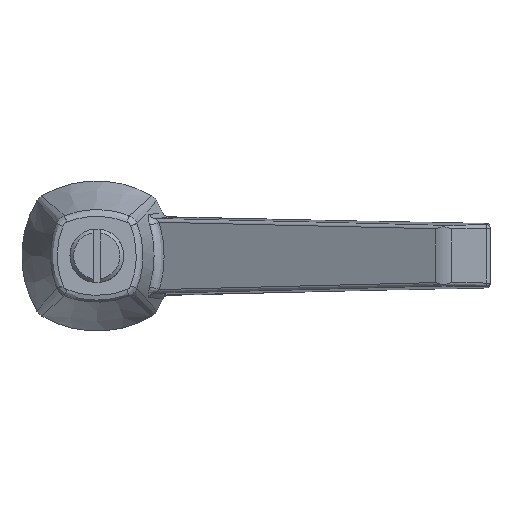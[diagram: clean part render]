
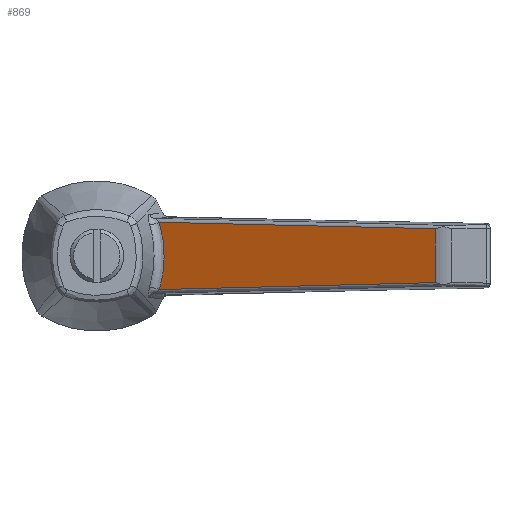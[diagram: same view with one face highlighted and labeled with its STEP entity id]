
A CAD part, top view. The second image highlights one B-rep face of the part: STEP entity #869.
In plain terms, the highlighted planar face has unit normal (-0.456, 0, 0.89).
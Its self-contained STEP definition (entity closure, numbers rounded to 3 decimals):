
#869 = ADVANCED_FACE( '', ( #2110 ), #2111, .F. );
#2110 = FACE_OUTER_BOUND( '', #4765, .T. );
#2111 = PLANE( '', #4766 );
#4765 = EDGE_LOOP( '', ( #10539, #10540, #10541, #10542 ) );
#4766 = AXIS2_PLACEMENT_3D( '', #10543, #10544, #10545 );
#10539 = ORIENTED_EDGE( '', *, *, #13923, .T. );
#10540 = ORIENTED_EDGE( '', *, *, #14901, .T. );
#10541 = ORIENTED_EDGE( '', *, *, #14902, .T. );
#10542 = ORIENTED_EDGE( '', *, *, #14903, .T. );
#10543 = CARTESIAN_POINT( '', ( 7.481, 0., 17.042 ) );
#10544 = DIRECTION( '', ( 0.456, 0., -0.89 ) );
#10545 = DIRECTION( '', ( -0.89, 0., -0.456 ) );
#13923 = EDGE_CURVE( '', #16022, #16020, #16023, .T. );
#14901 = EDGE_CURVE( '', #16020, #17702, #17703, .T. );
#14902 = EDGE_CURVE( '', #17702, #17704, #17705, .T. );
#14903 = EDGE_CURVE( '', #17704, #16022, #17706, .F. );
#16020 = VERTEX_POINT( '', #19266 );
#16022 = VERTEX_POINT( '', #19305 );
#16023 = B_SPLINE_CURVE_WITH_KNOTS( '', 3, ( #19306, #19307, #19308, #19309, #19310, #19311, #19312, #19313, #19314, #19315, #19316, #19317, #19318, #19319 ), .UNSPECIFIED., .F., .F., ( 4, 2, 2, 1, 2, 1, 2, 4 ), ( 0.001, 0.007, 0.012, 0.017, 0.023, 0.028, 0.034, 0.045 ), .UNSPECIFIED. );
#17702 = VERTEX_POINT( '', #22301 );
#17703 = B_SPLINE_CURVE_WITH_KNOTS( '', 3, ( #22302, #22303, #22304, #22305, #22306, #22307, #22308, #22309, #22310, #22311, #22312, #22313, #22314, #22315, #22316, #22317, #22318, #22319, #22320, #22321, #22322, #22323, #22324, #22325, #22326 ), .UNSPECIFIED., .F., .F., ( 4, 1, 1, 1, 1, 1, 1, 2, 1, 2, 2, 1, 1, 1, 1, 1, 1, 1, 1, 4 ), ( 0., 0.001, 0.001, 0.002, 0.002, 0.003, 0.004, 0.004, 0.004, 0.005, 0.005, 0.005, 0.005, 0.006, 0.007, 0.007, 0.008, 0.008, 0.009, 0.01 ), .UNSPECIFIED. );
#17704 = VERTEX_POINT( '', #22327 );
#17705 = B_SPLINE_CURVE_WITH_KNOTS( '', 3, ( #22328, #22329, #22330, #22331, #22332, #22333, #22334, #22335, #22336, #22337, #22338, #22339, #22340, #22341 ), .UNSPECIFIED., .F., .F., ( 4, 2, 1, 2, 1, 2, 2, 4 ), ( 0.001, 0.012, 0.017, 0.023, 0.028, 0.034, 0.039, 0.045 ), .UNSPECIFIED. );
#17706 = LINE( '', #22342, #22343 );
#19266 = CARTESIAN_POINT( '', ( 8.732, 4.704, 17.683 ) );
#19305 = CARTESIAN_POINT( '', ( 47.363, 3.766, 37.451 ) );
#19306 = CARTESIAN_POINT( '', ( 47.363, 3.766, 37.451 ) );
#19307 = CARTESIAN_POINT( '', ( 45.753, 3.812, 36.627 ) );
#19308 = CARTESIAN_POINT( '', ( 44.144, 3.856, 35.804 ) );
#19309 = CARTESIAN_POINT( '', ( 40.925, 3.942, 34.157 ) );
#19310 = CARTESIAN_POINT( '', ( 39.315, 3.985, 33.333 ) );
#19311 = CARTESIAN_POINT( '', ( 36.096, 4.067, 31.686 ) );
#19312 = CARTESIAN_POINT( '', ( 32.877, 4.148, 30.038 ) );
#19313 = CARTESIAN_POINT( '', ( 29.658, 4.225, 28.391 ) );
#19314 = CARTESIAN_POINT( '', ( 26.438, 4.302, 26.744 ) );
#19315 = CARTESIAN_POINT( '', ( 23.219, 4.378, 25.096 ) );
#19316 = CARTESIAN_POINT( '', ( 20., 4.452, 23.449 ) );
#19317 = CARTESIAN_POINT( '', ( 15.171, 4.561, 20.978 ) );
#19318 = CARTESIAN_POINT( '', ( 11.951, 4.633, 19.33 ) );
#19319 = CARTESIAN_POINT( '', ( 8.732, 4.704, 17.683 ) );
#22301 = CARTESIAN_POINT( '', ( 8.732, -4.704, 17.683 ) );
#22302 = CARTESIAN_POINT( '', ( 8.732, 4.704, 17.683 ) );
#22303 = CARTESIAN_POINT( '', ( 8.789, 4.513, 17.712 ) );
#22304 = CARTESIAN_POINT( '', ( 8.896, 4.13, 17.766 ) );
#22305 = CARTESIAN_POINT( '', ( 9.034, 3.552, 17.837 ) );
#22306 = CARTESIAN_POINT( '', ( 9.152, 2.969, 17.897 ) );
#22307 = CARTESIAN_POINT( '', ( 9.248, 2.382, 17.947 ) );
#22308 = CARTESIAN_POINT( '', ( 9.323, 1.792, 17.985 ) );
#22309 = CARTESIAN_POINT( '', ( 9.377, 1.197, 18.013 ) );
#22310 = CARTESIAN_POINT( '', ( 9.399, 0.798, 18.024 ) );
#22311 = CARTESIAN_POINT( '', ( 9.41, 0.497, 18.03 ) );
#22312 = CARTESIAN_POINT( '', ( 9.413, 0.372, 18.031 ) );
#22313 = CARTESIAN_POINT( '', ( 9.415, 0.246, 18.032 ) );
#22314 = CARTESIAN_POINT( '', ( 9.416, 0.196, 18.033 ) );
#22315 = CARTESIAN_POINT( '', ( 9.416, 0.171, 18.033 ) );
#22316 = CARTESIAN_POINT( '', ( 9.417, 0.095, 18.033 ) );
#22317 = CARTESIAN_POINT( '', ( 9.418, -0.156, 18.034 ) );
#22318 = CARTESIAN_POINT( '', ( 9.41, -0.606, 18.029 ) );
#22319 = CARTESIAN_POINT( '', ( 9.377, -1.203, 18.013 ) );
#22320 = CARTESIAN_POINT( '', ( 9.323, -1.796, 17.985 ) );
#22321 = CARTESIAN_POINT( '', ( 9.248, -2.385, 17.947 ) );
#22322 = CARTESIAN_POINT( '', ( 9.151, -2.97, 17.897 ) );
#22323 = CARTESIAN_POINT( '', ( 9.034, -3.552, 17.837 ) );
#22324 = CARTESIAN_POINT( '', ( 8.896, -4.13, 17.766 ) );
#22325 = CARTESIAN_POINT( '', ( 8.789, -4.513, 17.712 ) );
#22326 = CARTESIAN_POINT( '', ( 8.732, -4.704, 17.683 ) );
#22327 = CARTESIAN_POINT( '', ( 47.363, -3.766, 37.451 ) );
#22328 = CARTESIAN_POINT( '', ( 8.732, -4.704, 17.683 ) );
#22329 = CARTESIAN_POINT( '', ( 11.951, -4.633, 19.33 ) );
#22330 = CARTESIAN_POINT( '', ( 15.171, -4.561, 20.978 ) );
#22331 = CARTESIAN_POINT( '', ( 20., -4.452, 23.449 ) );
#22332 = CARTESIAN_POINT( '', ( 23.219, -4.378, 25.096 ) );
#22333 = CARTESIAN_POINT( '', ( 26.438, -4.302, 26.744 ) );
#22334 = CARTESIAN_POINT( '', ( 29.658, -4.225, 28.391 ) );
#22335 = CARTESIAN_POINT( '', ( 32.877, -4.148, 30.038 ) );
#22336 = CARTESIAN_POINT( '', ( 36.096, -4.067, 31.686 ) );
#22337 = CARTESIAN_POINT( '', ( 39.315, -3.985, 33.333 ) );
#22338 = CARTESIAN_POINT( '', ( 40.925, -3.942, 34.157 ) );
#22339 = CARTESIAN_POINT( '', ( 44.144, -3.856, 35.804 ) );
#22340 = CARTESIAN_POINT( '', ( 45.753, -3.812, 36.627 ) );
#22341 = CARTESIAN_POINT( '', ( 47.363, -3.766, 37.451 ) );
#22342 = CARTESIAN_POINT( '', ( 47.363, 0., 37.451 ) );
#22343 = VECTOR( '', #26165, 1000. );
#26165 = DIRECTION( '', ( 0., -1., 0. ) );
